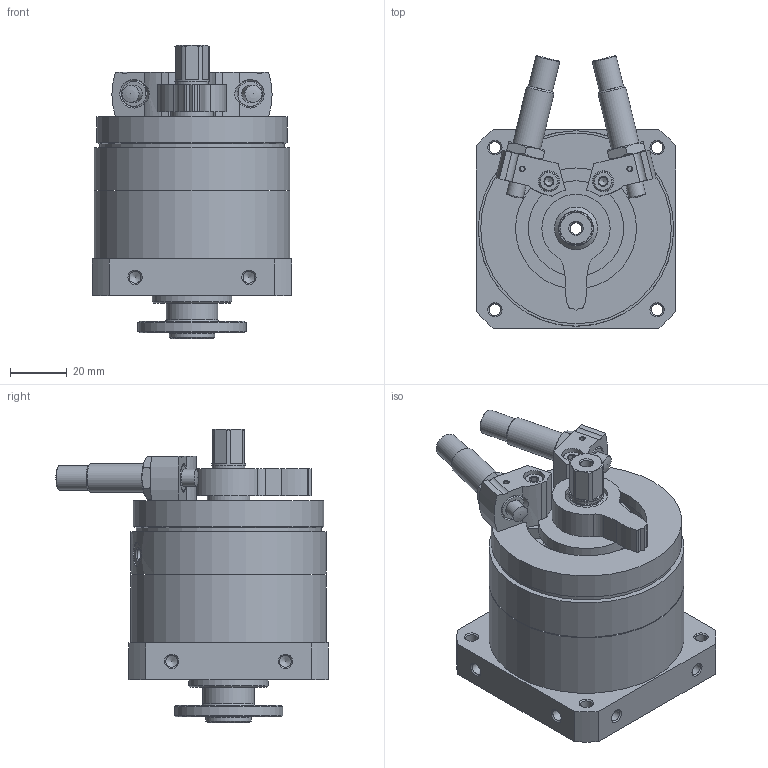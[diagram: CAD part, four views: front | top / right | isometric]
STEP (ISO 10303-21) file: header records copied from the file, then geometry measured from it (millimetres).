
FILE_DESCRIPTION(/* description */ ('STEP AP214'),/* implementation_level */ '2;1');
FILE_NAME(/* name */ '1145095_DSM-T-16-270-CC-FW-A-B',/* time_stamp */ '2024-08-21T19:22:41+02:00',/* author */ ('License CC BY-ND 4.0'),/* organization */ ('CADENAS'),/* preprocessor_version */ 'ST-DEVELOPER v19.3',/* originating_system */ 'PARTsolutions',/* authorisation */ ' ');
FILE_SCHEMA (('AUTOMOTIVE_DESIGN {1 0 10303 214 3 1 1}'));
Length unit declared in the file: millimetre
Products named in the file (9): 1145095 DSM-T-16-270-CC-FW-A-B--(0); 547577 DSM-16-270-CC-FW-A-B_G---(T); 704063 DSM-16-BR---(HZ); 548012 DYSC-7-5-Y1F---(SD_0); 342621 DSM-16_NS; DIN-912 - M4x16(F); 396998 YSRW M10X1-3.5-13; 704062 DSM-16-BL---(HZ); 547577 DSM-16-270-CC-FW-A-B_K---(T)
Assembly tree (12 placements, depth 2):
  1145095 DSM-T-16-270-CC-FW-A-B--(0)
    547577 DSM-16-270-CC-FW-A-B_G---(T)
    704063 DSM-16-BR---(HZ)
    548012 DYSC-7-5-Y1F---(SD_0)  x2
    342621 DSM-16_NS  x2
    DIN-912 - M4x16(F)  x2
    396998 YSRW M10X1-3.5-13  x2
    704062 DSM-16-BL---(HZ)
    547577 DSM-16-270-CC-FW-A-B_K---(T)
Bounding box: 70 x 95.69 x 103 mm (x, y, z)
Volume: 257834.3 mm3; surface area: 60258.9 mm2
Topology: 12 solids, 14 shells, 392 faces, 887 edges, 552 vertices
Faces by surface type: plane 168, cylinder 117, cone 102, torus 3, sphere 2
Full cylindrical faces by diameter (mm): 1.567 x2, 3 x2, 3.242 x6, 4 x2, 4.134 x14, 4.2 x1, 4.5 x6, 6 x4, 7 x2, 7.4 x2, 8.3 x2, 8.6 x2, 8.917 x4, 10 x2, 11.5 x1, 12 x2, 15 x3, 16 x1, 18 x2, 28 x1, 29 x1, 33.5 x1, 38 x1, 42.5 x1, 47 x1, 54 x2, 65 x1, 67 x1, 68.65 x2
Entity records: 8454 total; most frequent: DIRECTION 1489, CARTESIAN_POINT 1489, ORIENTED_EDGE 1120, AXIS2_PLACEMENT_3D 638, EDGE_CURVE 560, FACE_BOUND 534, EDGE_LOOP 525, VERTEX_POINT 434
